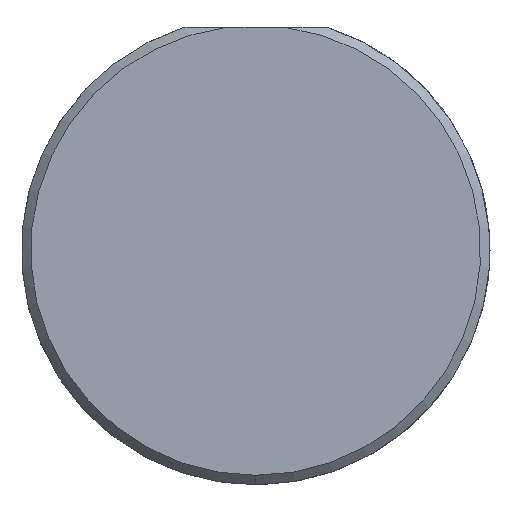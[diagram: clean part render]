
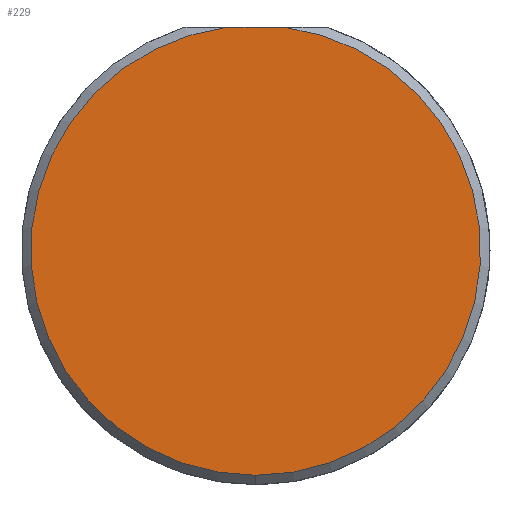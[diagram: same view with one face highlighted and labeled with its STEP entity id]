
A CAD part, left-side view. The second image highlights one B-rep face of the part: STEP entity #229.
In plain terms, the highlighted planar face has unit normal (-1, 0, 0).
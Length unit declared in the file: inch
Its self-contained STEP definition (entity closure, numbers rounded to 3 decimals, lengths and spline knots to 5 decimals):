
#13 = VECTOR ( 'NONE', #485, 39.37008 ) ;
#26 = ORIENTED_EDGE ( 'NONE', *, *, #561, .T. ) ;
#31 = AXIS2_PLACEMENT_3D ( 'NONE', #528, #579, #91 ) ;
#32 = CARTESIAN_POINT ( 'NONE',  ( 0., 0., -0.23985 ) ) ;
#44 = DIRECTION ( 'NONE',  ( -1., 0., 0. ) ) ;
#91 = DIRECTION ( 'NONE',  ( 0., 0., -1. ) ) ;
#92 = DIRECTION ( 'NONE',  ( 0., 0., -1. ) ) ;
#97 = CARTESIAN_POINT ( 'NONE',  ( 0., 0.24985, 0.23785 ) ) ;
#104 = DIRECTION ( 'NONE',  ( 0., 0., -1. ) ) ;
#145 = CARTESIAN_POINT ( 'NONE',  ( 0., 0., 0. ) ) ;
#153 = ORIENTED_EDGE ( 'NONE', *, *, #180, .T. ) ;
#159 = LINE ( 'NONE', #97, #13 ) ;
#180 = EDGE_CURVE ( 'NONE', #340, #399, #559, .T. ) ;
#210 = CARTESIAN_POINT ( 'NONE',  ( 0., -0.03091, 0.23785 ) ) ;
#229 = ADVANCED_FACE ( 'NONE', ( #481 ), #365, .F. ) ;
#249 = AXIS2_PLACEMENT_3D ( 'NONE', #593, #44, #104 ) ;
#340 = VERTEX_POINT ( 'NONE', #452 ) ;
#365 = PLANE ( 'NONE',  #638 ) ;
#399 = VERTEX_POINT ( 'NONE', #32 ) ;
#426 = DIRECTION ( 'NONE',  ( 1., 0., 0. ) ) ;
#445 = ORIENTED_EDGE ( 'NONE', *, *, #574, .T. ) ;
#452 = CARTESIAN_POINT ( 'NONE',  ( 0., 0.03091, 0.23785 ) ) ;
#481 = FACE_OUTER_BOUND ( 'NONE', #502, .T. ) ;
#485 = DIRECTION ( 'NONE',  ( 0., 1., 0. ) ) ;
#502 = EDGE_LOOP ( 'NONE', ( #26, #153, #445 ) ) ;
#528 = CARTESIAN_POINT ( 'NONE',  ( 0., 0., 0. ) ) ;
#536 = VERTEX_POINT ( 'NONE', #210 ) ;
#559 = CIRCLE ( 'NONE', #249, 0.23985 ) ;
#561 = EDGE_CURVE ( 'NONE', #536, #340, #159, .T. ) ;
#574 = EDGE_CURVE ( 'NONE', #399, #536, #676, .T. ) ;
#579 = DIRECTION ( 'NONE',  ( -1., 0., 0. ) ) ;
#593 = CARTESIAN_POINT ( 'NONE',  ( 0., 0., 0. ) ) ;
#638 = AXIS2_PLACEMENT_3D ( 'NONE', #145, #426, #92 ) ;
#676 = CIRCLE ( 'NONE', #31, 0.23985 ) ;
